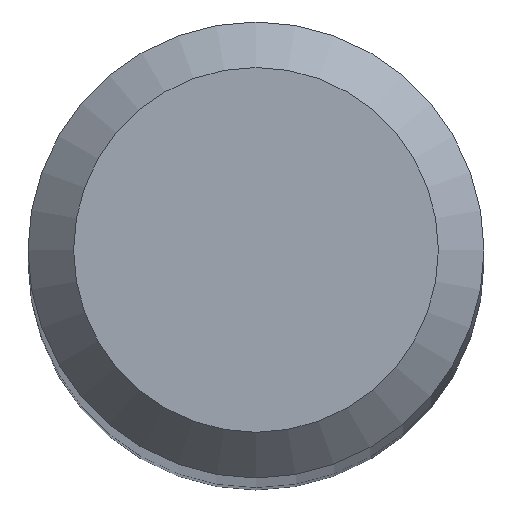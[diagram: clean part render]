
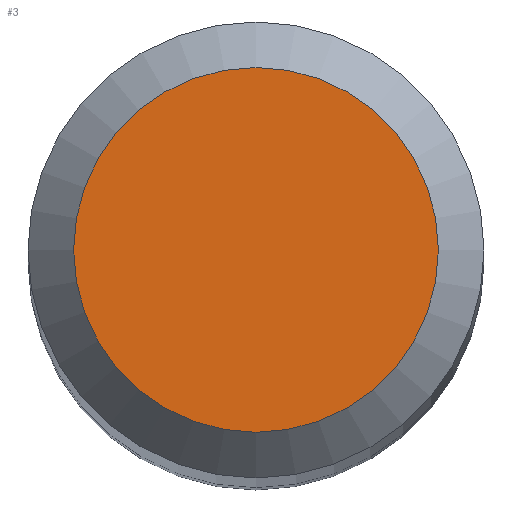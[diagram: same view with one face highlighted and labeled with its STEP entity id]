
A CAD part, top view. The second image highlights one B-rep face of the part: STEP entity #3.
In plain terms, the highlighted planar face has unit normal (0, 0, 1).
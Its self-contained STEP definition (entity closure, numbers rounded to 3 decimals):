
#2 = CIRCLE ( 'NONE', #180, 1. ) ;
#3 = ADVANCED_FACE ( 'NONE', ( #157 ), #89, .F. ) ;
#17 = DIRECTION ( 'NONE',  ( 0., 1., 0. ) ) ;
#25 = DIRECTION ( 'NONE',  ( 0., 0., -1. ) ) ;
#48 = CARTESIAN_POINT ( 'NONE',  ( 0., 0., 38. ) ) ;
#54 = ORIENTED_EDGE ( 'NONE', *, *, #107, .F. ) ;
#89 = PLANE ( 'NONE',  #111 ) ;
#107 = EDGE_CURVE ( 'NONE', #116, #116, #2, .T. ) ;
#111 = AXIS2_PLACEMENT_3D ( 'NONE', #48, #128, #17 ) ;
#116 = VERTEX_POINT ( 'NONE', #181 ) ;
#128 = DIRECTION ( 'NONE',  ( 0., 0., -1. ) ) ;
#157 = FACE_OUTER_BOUND ( 'NONE', #183, .T. ) ;
#162 = CARTESIAN_POINT ( 'NONE',  ( 0., 0., 38. ) ) ;
#164 = DIRECTION ( 'NONE',  ( 0., 1., 0. ) ) ;
#180 = AXIS2_PLACEMENT_3D ( 'NONE', #162, #25, #164 ) ;
#181 = CARTESIAN_POINT ( 'NONE',  ( 0., 1., 38. ) ) ;
#183 = EDGE_LOOP ( 'NONE', ( #54 ) ) ;
